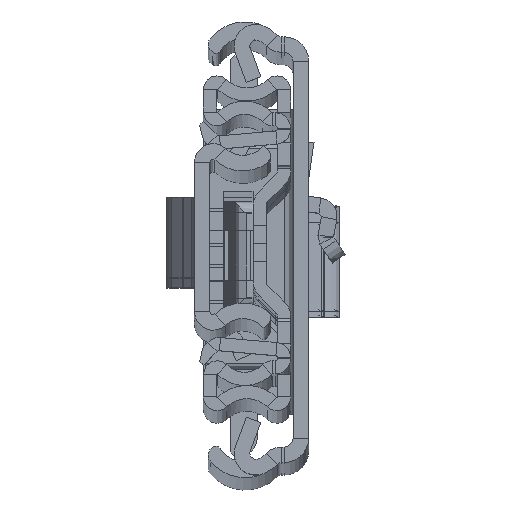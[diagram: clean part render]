
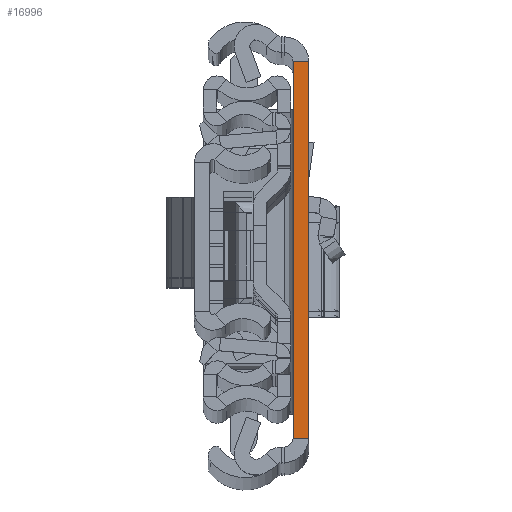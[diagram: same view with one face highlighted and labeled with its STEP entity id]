
A CAD part, top view. The second image highlights one B-rep face of the part: STEP entity #16996.
In plain terms, the highlighted planar face has unit normal (0, 0, 1).
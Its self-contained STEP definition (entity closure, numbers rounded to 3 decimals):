
#189 = VERTEX_POINT ( 'NONE', #14978 ) ;
#3043 = VECTOR ( 'NONE', #17713, 1000. ) ;
#3272 = CARTESIAN_POINT ( 'NONE',  ( 2.6, -31.5, 0. ) ) ;
#3724 = VECTOR ( 'NONE', #4796, 1000. ) ;
#3828 = VERTEX_POINT ( 'NONE', #8668 ) ;
#3894 = VERTEX_POINT ( 'NONE', #18933 ) ;
#4796 = DIRECTION ( 'NONE',  ( 1., 0., 0. ) ) ;
#5624 = CARTESIAN_POINT ( 'NONE',  ( 2.6, 31.5, 0. ) ) ;
#6025 = FACE_OUTER_BOUND ( 'NONE', #15219, .T. ) ;
#6443 = VECTOR ( 'NONE', #15305, 1000. ) ;
#7702 = ORIENTED_EDGE ( 'NONE', *, *, #17091, .F. ) ;
#7912 = ORIENTED_EDGE ( 'NONE', *, *, #10084, .T. ) ;
#8007 = DIRECTION ( 'NONE',  ( 0., 1., 0. ) ) ;
#8238 = EDGE_CURVE ( 'NONE', #3828, #11087, #10760, .T. ) ;
#8668 = CARTESIAN_POINT ( 'NONE',  ( 0., 31.5, 0. ) ) ;
#9146 = LINE ( 'NONE', #13186, #3043 ) ;
#10084 = EDGE_CURVE ( 'NONE', #189, #11087, #9146, .T. ) ;
#10603 = ORIENTED_EDGE ( 'NONE', *, *, #8238, .F. ) ;
#10760 = LINE ( 'NONE', #16782, #6443 ) ;
#11087 = VERTEX_POINT ( 'NONE', #5624 ) ;
#11107 = LINE ( 'NONE', #13966, #3724 ) ;
#12354 = PLANE ( 'NONE',  #13607 ) ;
#12554 = DIRECTION ( 'NONE',  ( 0., 1., 0. ) ) ;
#13186 = CARTESIAN_POINT ( 'NONE',  ( 2.6, -31.5, 0. ) ) ;
#13219 = EDGE_CURVE ( 'NONE', #3894, #189, #11107, .T. ) ;
#13607 = AXIS2_PLACEMENT_3D ( 'NONE', #3272, #14904, #8007 ) ;
#13966 = CARTESIAN_POINT ( 'NONE',  ( 2.6, -31.5, 0. ) ) ;
#14904 = DIRECTION ( 'NONE',  ( 0., 0., -1. ) ) ;
#14978 = CARTESIAN_POINT ( 'NONE',  ( 2.6, -31.5, 0. ) ) ;
#15219 = EDGE_LOOP ( 'NONE', ( #10603, #7702, #16878, #7912 ) ) ;
#15305 = DIRECTION ( 'NONE',  ( 1., 0., 0. ) ) ;
#15826 = VECTOR ( 'NONE', #12554, 1000. ) ;
#16782 = CARTESIAN_POINT ( 'NONE',  ( 2.6, 31.5, 0. ) ) ;
#16878 = ORIENTED_EDGE ( 'NONE', *, *, #13219, .T. ) ;
#16996 = ADVANCED_FACE ( 'NONE', ( #6025 ), #12354, .F. ) ;
#17091 = EDGE_CURVE ( 'NONE', #3894, #3828, #18554, .T. ) ;
#17713 = DIRECTION ( 'NONE',  ( 0., 1., 0. ) ) ;
#18554 = LINE ( 'NONE', #18842, #15826 ) ;
#18842 = CARTESIAN_POINT ( 'NONE',  ( 0., -31.5, 0. ) ) ;
#18933 = CARTESIAN_POINT ( 'NONE',  ( 0., -31.5, 0. ) ) ;
